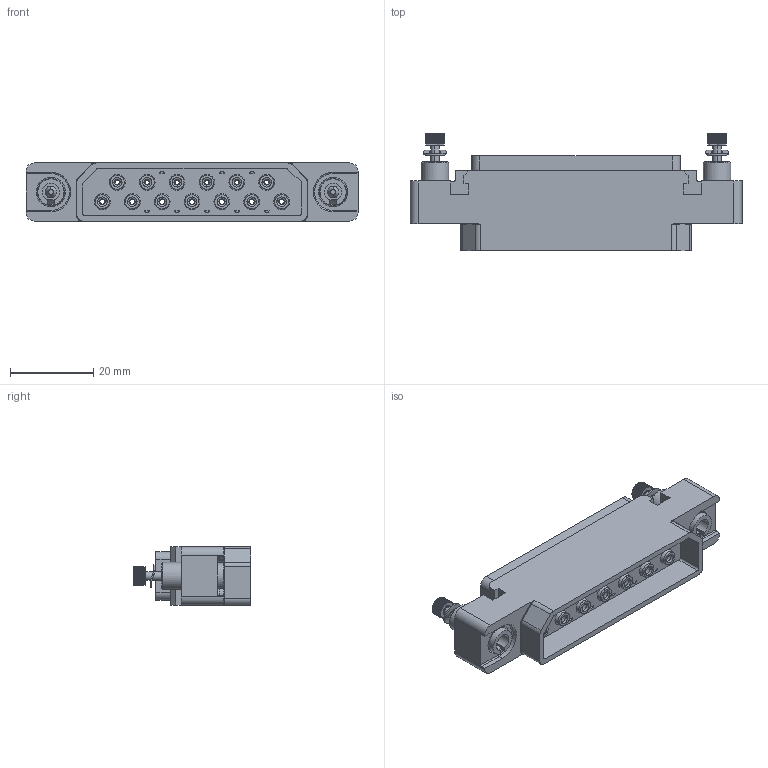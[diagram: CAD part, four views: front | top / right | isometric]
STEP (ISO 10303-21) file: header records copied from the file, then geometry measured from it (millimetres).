
FILE_DESCRIPTION((''),'2;1');
FILE_NAME('00197742400','2020-07-30T',('presta_be4'),(''),'CREO PARAMETRIC BY PTC INC, 2018360','CREO PARAMETRIC BY PTC INC, 2018360','');
FILE_SCHEMA(('CONFIG_CONTROL_DESIGN'));
Products named in the file (1): 00197742400
Bounding box: 80 x 28.22 x 14 mm (x, y, z)
Volume: 13429 mm3; surface area: 13973.9 mm2
Topology: 9 solids, 9 shells, 2141 faces, 5482 edges, 3428 vertices
Faces by surface type: plane 778, cylinder 761, torus 282, cone 252, bspline 68
Entity records: 74933 total; most frequent: CARTESIAN_POINT 22716, DIRECTION 11082, ORIENTED_EDGE 10956, EDGE_CURVE 5478, AXIS2_PLACEMENT_3D 4223, VERTEX_POINT 3428, VECTOR 2636, LINE 2636
